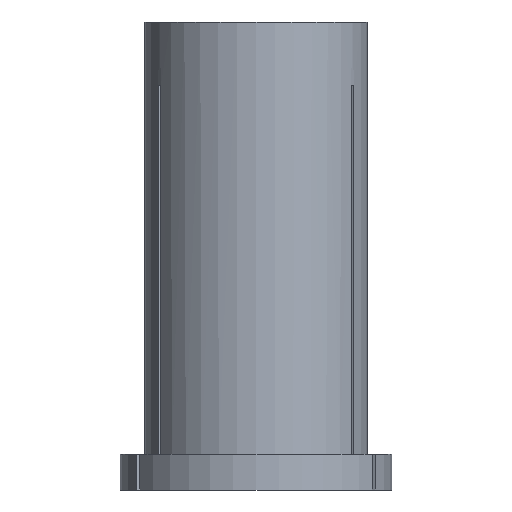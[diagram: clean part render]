
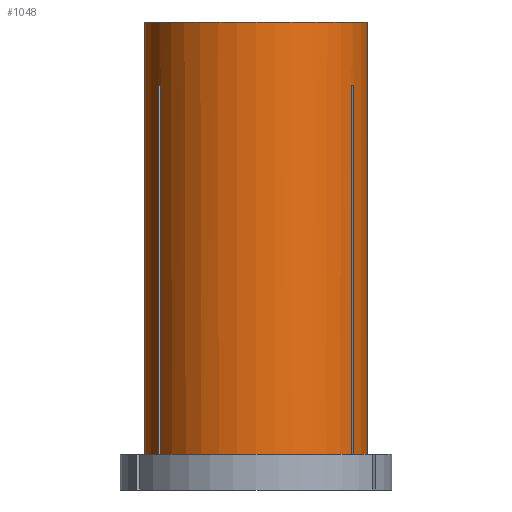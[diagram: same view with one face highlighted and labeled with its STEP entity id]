
A CAD part, front view. The second image highlights one B-rep face of the part: STEP entity #1048.
In plain terms, the highlighted cylindrical face has radius 12.5 mm (diameter 25 mm), a partial arc.
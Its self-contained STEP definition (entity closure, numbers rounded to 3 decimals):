
#3 = ORIENTED_EDGE ( 'NONE', *, *, #1188, .T. ) ;
#27 = DIRECTION ( 'NONE',  ( 0., 0., 1. ) ) ;
#29 = CARTESIAN_POINT ( 'NONE',  ( 10.924, -6.076, -7.093 ) ) ;
#31 = CARTESIAN_POINT ( 'NONE',  ( 10.724, -6.423, -7.093 ) ) ;
#52 = ORIENTED_EDGE ( 'NONE', *, *, #400, .T. ) ;
#68 = CARTESIAN_POINT ( 'NONE',  ( -10.972, -5.988, -7.094 ) ) ;
#75 = LINE ( 'NONE', #547, #245 ) ;
#76 = CARTESIAN_POINT ( 'NONE',  ( 12.5, 0., 0. ) ) ;
#80 = DIRECTION ( 'NONE',  ( 0., 0., 1. ) ) ;
#101 = VERTEX_POINT ( 'NONE', #720 ) ;
#108 = CARTESIAN_POINT ( 'NONE',  ( -10.672, -6.508, -48.5 ) ) ;
#173 = VERTEX_POINT ( 'NONE', #1057 ) ;
#174 = EDGE_CURVE ( 'NONE', #1116, #974, #839, .T. ) ;
#176 = CARTESIAN_POINT ( 'NONE',  ( -10.724, -6.422, -7.093 ) ) ;
#186 = EDGE_CURVE ( 'NONE', #1074, #205, #463, .T. ) ;
#192 = DIRECTION ( 'NONE',  ( 0., 0., 1. ) ) ;
#194 = VECTOR ( 'NONE', #1219, 1000. ) ;
#205 = VERTEX_POINT ( 'NONE', #398 ) ;
#245 = VECTOR ( 'NONE', #1268, 1000. ) ;
#249 = EDGE_CURVE ( 'NONE', #101, #509, #75, .T. ) ;
#265 = CARTESIAN_POINT ( 'NONE',  ( -10.827, -6.25, -7.092 ) ) ;
#270 = VERTEX_POINT ( 'NONE', #797 ) ;
#283 = ORIENTED_EDGE ( 'NONE', *, *, #249, .F. ) ;
#285 = ORIENTED_EDGE ( 'NONE', *, *, #299, .T. ) ;
#288 = AXIS2_PLACEMENT_3D ( 'NONE', #415, #778, #342 ) ;
#299 = EDGE_CURVE ( 'NONE', #101, #1116, #1108, .T. ) ;
#312 = DIRECTION ( 'NONE',  ( 1., 0., 0. ) ) ;
#337 = ORIENTED_EDGE ( 'NONE', *, *, #777, .T. ) ;
#342 = DIRECTION ( 'NONE',  ( 1., 0., 0. ) ) ;
#347 = CARTESIAN_POINT ( 'NONE',  ( -10.672, -6.508, -7.094 ) ) ;
#398 = CARTESIAN_POINT ( 'NONE',  ( -10.972, -5.988, -7.094 ) ) ;
#399 = B_SPLINE_CURVE_WITH_KNOTS ( 'NONE', 3,
 ( #68, #860, #265, #176, #347 ),
 .UNSPECIFIED., .F., .F.,
 ( 4, 1, 4 ),
 ( 0.068, 0.068, 0.068 ),
 .UNSPECIFIED. ) ;
#400 = EDGE_CURVE ( 'NONE', #270, #1074, #807, .T. ) ;
#402 = DIRECTION ( 'NONE',  ( 0., 0., 1. ) ) ;
#415 = CARTESIAN_POINT ( 'NONE',  ( 0., 0., -48.5 ) ) ;
#420 = CARTESIAN_POINT ( 'NONE',  ( -12.5, 0., 0. ) ) ;
#426 = LINE ( 'NONE', #1206, #1133 ) ;
#435 = LINE ( 'NONE', #420, #194 ) ;
#439 = AXIS2_PLACEMENT_3D ( 'NONE', #632, #525, #894 ) ;
#445 = AXIS2_PLACEMENT_3D ( 'NONE', #1282, #1204, #1173 ) ;
#450 = CARTESIAN_POINT ( 'NONE',  ( 10.826, -6.251, -7.092 ) ) ;
#463 = LINE ( 'NONE', #656, #1280 ) ;
#468 = CARTESIAN_POINT ( 'NONE',  ( 0., 0., 0. ) ) ;
#488 = DIRECTION ( 'NONE',  ( 0., 0., 1. ) ) ;
#492 = VERTEX_POINT ( 'NONE', #957 ) ;
#509 = VERTEX_POINT ( 'NONE', #1267 ) ;
#516 = CARTESIAN_POINT ( 'NONE',  ( 10.672, -6.508, -7.094 ) ) ;
#525 = DIRECTION ( 'NONE',  ( 0., 0., 1. ) ) ;
#547 = CARTESIAN_POINT ( 'NONE',  ( 10.972, -5.988, 0. ) ) ;
#548 = VERTEX_POINT ( 'NONE', #516 ) ;
#550 = CARTESIAN_POINT ( 'NONE',  ( 10.672, -6.508, -7.094 ) ) ;
#567 = VECTOR ( 'NONE', #488, 1000. ) ;
#601 = EDGE_CURVE ( 'NONE', #270, #1194, #435, .T. ) ;
#632 = CARTESIAN_POINT ( 'NONE',  ( 0., 0., 0. ) ) ;
#645 = FACE_OUTER_BOUND ( 'NONE', #782, .T. ) ;
#656 = CARTESIAN_POINT ( 'NONE',  ( -10.972, -5.988, 0. ) ) ;
#664 = DIRECTION ( 'NONE',  ( 0., 0., 1. ) ) ;
#675 = AXIS2_PLACEMENT_3D ( 'NONE', #963, #192, #312 ) ;
#681 = B_SPLINE_CURVE_WITH_KNOTS ( 'NONE', 3,
 ( #550, #31, #450, #29, #866 ),
 .UNSPECIFIED., .F., .F.,
 ( 4, 1, 4 ),
 ( 0.074, 0.074, 0.075 ),
 .UNSPECIFIED. ) ;
#689 = ORIENTED_EDGE ( 'NONE', *, *, #186, .T. ) ;
#720 = CARTESIAN_POINT ( 'NONE',  ( 10.972, -5.988, -48.5 ) ) ;
#735 = ORIENTED_EDGE ( 'NONE', *, *, #1264, .T. ) ;
#777 = EDGE_CURVE ( 'NONE', #881, #492, #1066, .T. ) ;
#778 = DIRECTION ( 'NONE',  ( 0., 0., 1. ) ) ;
#782 = EDGE_LOOP ( 'NONE', ( #1265, #52, #689, #735, #1009, #337, #802, #3, #283, #285, #799, #1291 ) ) ;
#797 = CARTESIAN_POINT ( 'NONE',  ( -12.5, 0., -48.5 ) ) ;
#799 = ORIENTED_EDGE ( 'NONE', *, *, #174, .T. ) ;
#800 = DIRECTION ( 'NONE',  ( 1., 0., 0. ) ) ;
#802 = ORIENTED_EDGE ( 'NONE', *, *, #1083, .T. ) ;
#807 = CIRCLE ( 'NONE', #445, 12.5 ) ;
#831 = CARTESIAN_POINT ( 'NONE',  ( -10.972, -5.988, -48.5 ) ) ;
#839 = LINE ( 'NONE', #1224, #567 ) ;
#860 = CARTESIAN_POINT ( 'NONE',  ( -10.924, -6.076, -7.093 ) ) ;
#866 = CARTESIAN_POINT ( 'NONE',  ( 10.972, -5.988, -7.094 ) ) ;
#881 = VERTEX_POINT ( 'NONE', #108 ) ;
#894 = DIRECTION ( 'NONE',  ( 1., 0., 0. ) ) ;
#955 = EDGE_CURVE ( 'NONE', #1194, #974, #1221, .T. ) ;
#956 = CARTESIAN_POINT ( 'NONE',  ( 12.5, 0., -48.5 ) ) ;
#957 = CARTESIAN_POINT ( 'NONE',  ( 10.672, -6.508, -48.5 ) ) ;
#963 = CARTESIAN_POINT ( 'NONE',  ( 0., 0., -48.5 ) ) ;
#974 = VERTEX_POINT ( 'NONE', #76 ) ;
#1009 = ORIENTED_EDGE ( 'NONE', *, *, #1023, .F. ) ;
#1012 = CARTESIAN_POINT ( 'NONE',  ( -12.5, 0., 0. ) ) ;
#1023 = EDGE_CURVE ( 'NONE', #881, #173, #1047, .T. ) ;
#1035 = AXIS2_PLACEMENT_3D ( 'NONE', #468, #27, #800 ) ;
#1047 = LINE ( 'NONE', #1187, #1084 ) ;
#1048 = ADVANCED_FACE ( 'NONE', ( #645 ), #1145, .T. ) ;
#1057 = CARTESIAN_POINT ( 'NONE',  ( -10.672, -6.508, -7.094 ) ) ;
#1066 = CIRCLE ( 'NONE', #288, 12.5 ) ;
#1074 = VERTEX_POINT ( 'NONE', #831 ) ;
#1083 = EDGE_CURVE ( 'NONE', #492, #548, #426, .T. ) ;
#1084 = VECTOR ( 'NONE', #80, 1000. ) ;
#1108 = CIRCLE ( 'NONE', #675, 12.5 ) ;
#1116 = VERTEX_POINT ( 'NONE', #956 ) ;
#1133 = VECTOR ( 'NONE', #664, 1000. ) ;
#1145 = CYLINDRICAL_SURFACE ( 'NONE', #439, 12.5 ) ;
#1173 = DIRECTION ( 'NONE',  ( 1., 0., 0. ) ) ;
#1187 = CARTESIAN_POINT ( 'NONE',  ( -10.672, -6.508, 0. ) ) ;
#1188 = EDGE_CURVE ( 'NONE', #548, #509, #681, .T. ) ;
#1194 = VERTEX_POINT ( 'NONE', #1012 ) ;
#1204 = DIRECTION ( 'NONE',  ( 0., 0., 1. ) ) ;
#1206 = CARTESIAN_POINT ( 'NONE',  ( 10.672, -6.508, 0. ) ) ;
#1219 = DIRECTION ( 'NONE',  ( 0., 0., 1. ) ) ;
#1221 = CIRCLE ( 'NONE', #1035, 12.5 ) ;
#1224 = CARTESIAN_POINT ( 'NONE',  ( 12.5, 0., 0. ) ) ;
#1264 = EDGE_CURVE ( 'NONE', #205, #173, #399, .T. ) ;
#1265 = ORIENTED_EDGE ( 'NONE', *, *, #601, .F. ) ;
#1267 = CARTESIAN_POINT ( 'NONE',  ( 10.972, -5.988, -7.094 ) ) ;
#1268 = DIRECTION ( 'NONE',  ( 0., 0., 1. ) ) ;
#1280 = VECTOR ( 'NONE', #402, 1000. ) ;
#1282 = CARTESIAN_POINT ( 'NONE',  ( 0., 0., -48.5 ) ) ;
#1291 = ORIENTED_EDGE ( 'NONE', *, *, #955, .F. ) ;
